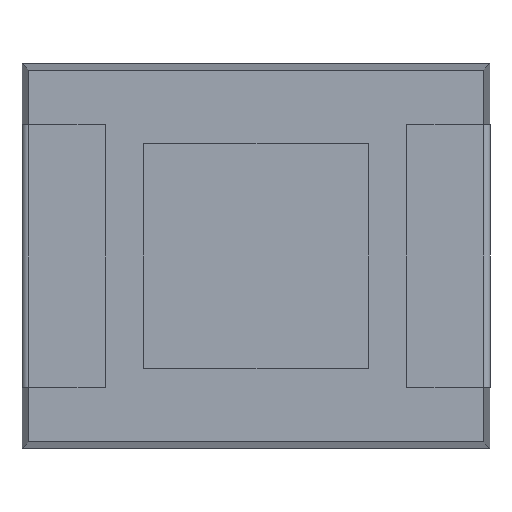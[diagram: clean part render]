
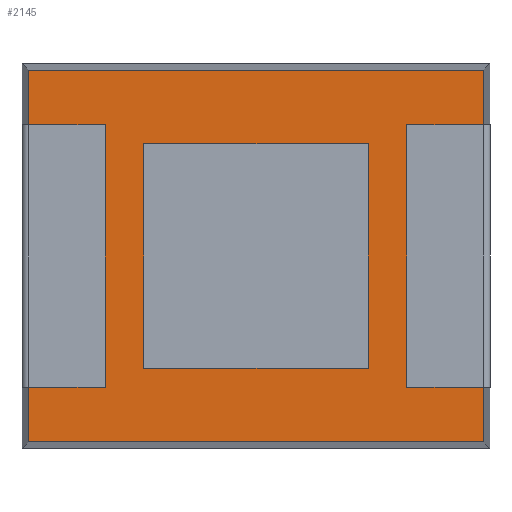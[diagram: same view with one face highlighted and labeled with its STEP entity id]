
A CAD part, front view. The second image highlights one B-rep face of the part: STEP entity #2145.
In plain terms, the highlighted planar face has unit normal (0, -1, 0).
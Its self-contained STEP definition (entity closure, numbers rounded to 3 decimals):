
#88 = EDGE_CURVE ( 'NONE', #2025, #6316, #1894, .T. ) ;
#93 = LINE ( 'NONE', #5886, #2722 ) ;
#120 = VERTEX_POINT ( 'NONE', #5173 ) ;
#150 = VERTEX_POINT ( 'NONE', #6167 ) ;
#199 = ORIENTED_EDGE ( 'NONE', *, *, #1824, .F. ) ;
#311 = EDGE_CURVE ( 'NONE', #120, #3219, #1801, .T. ) ;
#448 = CARTESIAN_POINT ( 'NONE',  ( 0., 0.1, -1.75 ) ) ;
#776 = VERTEX_POINT ( 'NONE', #1512 ) ;
#777 = AXIS2_PLACEMENT_3D ( 'NONE', #3395, #1092, #6067 ) ;
#812 = LINE ( 'NONE', #2503, #1737 ) ;
#956 = PLANE ( 'NONE',  #777 ) ;
#960 = EDGE_CURVE ( 'NONE', #150, #120, #93, .T. ) ;
#1092 = DIRECTION ( 'NONE',  ( 0., -1., 0. ) ) ;
#1115 = ORIENTED_EDGE ( 'NONE', *, *, #311, .T. ) ;
#1262 = CARTESIAN_POINT ( 'NONE',  ( -3.549, 0.1, 2.899 ) ) ;
#1365 = CARTESIAN_POINT ( 'NONE',  ( 3.65, 0.1, -2.899 ) ) ;
#1414 = ORIENTED_EDGE ( 'NONE', *, *, #2820, .T. ) ;
#1512 = CARTESIAN_POINT ( 'NONE',  ( 3.549, 0.1, 2.899 ) ) ;
#1737 = VECTOR ( 'NONE', #3544, 1000. ) ;
#1801 = LINE ( 'NONE', #5112, #4827 ) ;
#1824 = EDGE_CURVE ( 'NONE', #6450, #776, #5988, .T. ) ;
#1894 = LINE ( 'NONE', #1365, #5271 ) ;
#2025 = VERTEX_POINT ( 'NONE', #6558 ) ;
#2050 = CARTESIAN_POINT ( 'NONE',  ( -3.549, 0.1, -2.899 ) ) ;
#2051 = ORIENTED_EDGE ( 'NONE', *, *, #4172, .T. ) ;
#2072 = VECTOR ( 'NONE', #4252, 1000. ) ;
#2133 = LINE ( 'NONE', #448, #2072 ) ;
#2145 = ADVANCED_FACE ( 'NONE', ( #4868, #5787 ), #956, .T. ) ;
#2213 = DIRECTION ( 'NONE',  ( 1., 0., 0. ) ) ;
#2503 = CARTESIAN_POINT ( 'NONE',  ( 3.549, 0.1, 3. ) ) ;
#2653 = EDGE_LOOP ( 'NONE', ( #1115, #2051, #1414, #6405 ) ) ;
#2722 = VECTOR ( 'NONE', #3220, 1000. ) ;
#2750 = LINE ( 'NONE', #3248, #4654 ) ;
#2806 = CARTESIAN_POINT ( 'NONE',  ( -3.65, 0.1, 2.899 ) ) ;
#2820 = EDGE_CURVE ( 'NONE', #6341, #150, #2750, .T. ) ;
#3036 = EDGE_CURVE ( 'NONE', #6450, #6316, #5765, .T. ) ;
#3103 = CARTESIAN_POINT ( 'NONE',  ( -3.549, 0.1, 0. ) ) ;
#3219 = VERTEX_POINT ( 'NONE', #3325 ) ;
#3220 = DIRECTION ( 'NONE',  ( 1., 0., 0. ) ) ;
#3248 = CARTESIAN_POINT ( 'NONE',  ( -1.75, 0.1, 0. ) ) ;
#3325 = CARTESIAN_POINT ( 'NONE',  ( 1.75, 0.1, -1.75 ) ) ;
#3395 = CARTESIAN_POINT ( 'NONE',  ( 0., 0.1, 0. ) ) ;
#3544 = DIRECTION ( 'NONE',  ( 0., 0., -1. ) ) ;
#3667 = ORIENTED_EDGE ( 'NONE', *, *, #88, .F. ) ;
#4172 = EDGE_CURVE ( 'NONE', #3219, #6341, #2133, .T. ) ;
#4174 = VECTOR ( 'NONE', #2213, 1000. ) ;
#4252 = DIRECTION ( 'NONE',  ( -1., 0., 0. ) ) ;
#4654 = VECTOR ( 'NONE', #4961, 1000. ) ;
#4798 = EDGE_LOOP ( 'NONE', ( #5386, #199, #5642, #3667 ) ) ;
#4827 = VECTOR ( 'NONE', #5535, 1000. ) ;
#4868 = FACE_BOUND ( 'NONE', #2653, .T. ) ;
#4870 = EDGE_CURVE ( 'NONE', #776, #2025, #812, .T. ) ;
#4961 = DIRECTION ( 'NONE',  ( 0., 0., 1. ) ) ;
#5073 = DIRECTION ( 'NONE',  ( -1., 0., 0. ) ) ;
#5112 = CARTESIAN_POINT ( 'NONE',  ( 1.75, 0.1, 0. ) ) ;
#5173 = CARTESIAN_POINT ( 'NONE',  ( 1.75, 0.1, 1.75 ) ) ;
#5239 = DIRECTION ( 'NONE',  ( 0., 0., -1. ) ) ;
#5271 = VECTOR ( 'NONE', #5073, 1000. ) ;
#5386 = ORIENTED_EDGE ( 'NONE', *, *, #4870, .F. ) ;
#5535 = DIRECTION ( 'NONE',  ( 0., 0., -1. ) ) ;
#5642 = ORIENTED_EDGE ( 'NONE', *, *, #3036, .T. ) ;
#5765 = LINE ( 'NONE', #3103, #6913 ) ;
#5787 = FACE_OUTER_BOUND ( 'NONE', #4798, .T. ) ;
#5886 = CARTESIAN_POINT ( 'NONE',  ( 0., 0.1, 1.75 ) ) ;
#5988 = LINE ( 'NONE', #2806, #4174 ) ;
#6052 = CARTESIAN_POINT ( 'NONE',  ( -1.75, 0.1, -1.75 ) ) ;
#6067 = DIRECTION ( 'NONE',  ( 0., 0., -1. ) ) ;
#6167 = CARTESIAN_POINT ( 'NONE',  ( -1.75, 0.1, 1.75 ) ) ;
#6316 = VERTEX_POINT ( 'NONE', #2050 ) ;
#6341 = VERTEX_POINT ( 'NONE', #6052 ) ;
#6405 = ORIENTED_EDGE ( 'NONE', *, *, #960, .T. ) ;
#6450 = VERTEX_POINT ( 'NONE', #1262 ) ;
#6558 = CARTESIAN_POINT ( 'NONE',  ( 3.549, 0.1, -2.899 ) ) ;
#6913 = VECTOR ( 'NONE', #5239, 1000. ) ;
